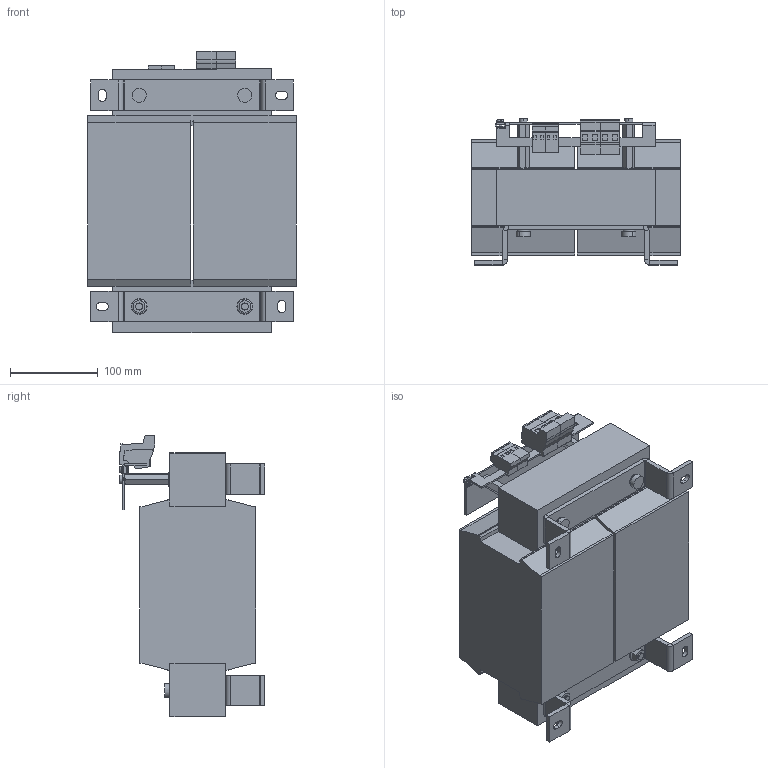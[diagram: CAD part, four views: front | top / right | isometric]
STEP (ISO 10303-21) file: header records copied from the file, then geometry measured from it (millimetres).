
FILE_DESCRIPTION (( 'STEP AP214' ), '1' );
FILE_NAME ('738988.STEP', '2025-06-16T12:43:44', ( '' ), ( '' ), 'SwSTEP 2.0', 'SolidWorks 2022', '' );
FILE_SCHEMA (( 'AUTOMOTIVE_DESIGN' ));
Length unit declared in the file: millimetre
Products named in the file (1): 738988
Bounding box: 237 x 165.9 x 320.25 mm (x, y, z)
Volume: 7204305.7 mm3; surface area: 386510.3 mm2
Topology: 1 solids, 1 shells, 543 faces, 1306 edges, 811 vertices
Faces by surface type: plane 425, cylinder 98, cone 14, torus 6
Entity records: 15848 total; most frequent: CARTESIAN_POINT 3137, ORIENTED_EDGE 2608, DIRECTION 2562, EDGE_CURVE 1304, LINE 1014, VECTOR 1014, VERTEX_POINT 811, AXIS2_PLACEMENT_3D 774
